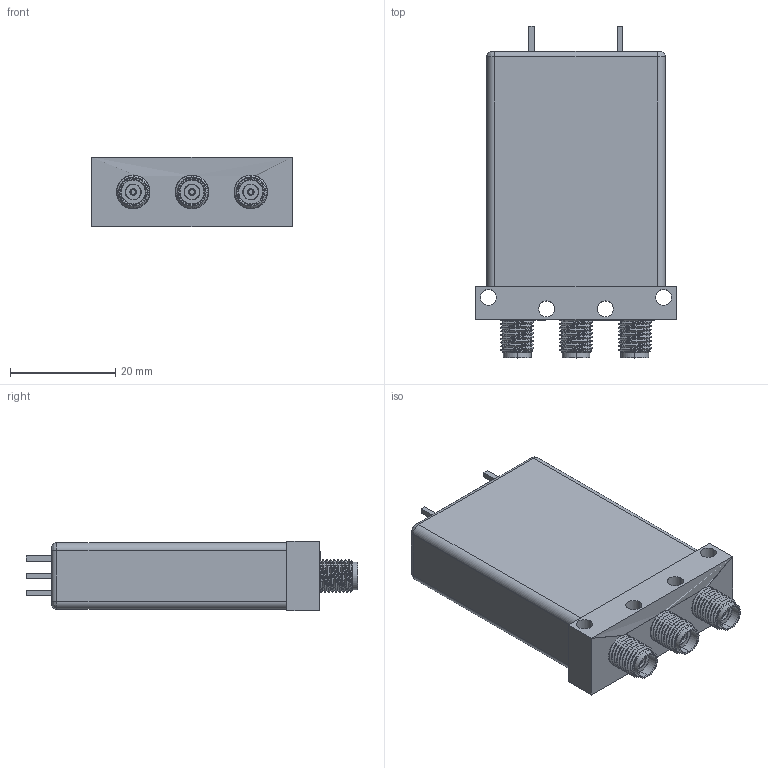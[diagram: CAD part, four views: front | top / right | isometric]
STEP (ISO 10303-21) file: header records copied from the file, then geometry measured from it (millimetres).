
FILE_DESCRIPTION (( 'STEP AP214' ), '1' );
FILE_NAME ('FMSW7281_3D.step', '2023-05-10T16:14:29', ( '' ), ( '' ), 'SwSTEP 2.0', 'SolidWorks 2022', '' );
FILE_SCHEMA (( 'AUTOMOTIVE_DESIGN' ));
Length unit declared in the file: inch
Products named in the file (1): FMSW7281_3D
Bounding box: 38.1 x 63.17 x 13.21 mm (x, y, z)
Surface area: 7222.3 mm2 (no closed solid volume)
Topology: 0 solids, 1 shells, 258 faces, 695 edges, 460 vertices
Faces by surface type: cylinder 106, plane 103, bspline 25, cone 24
Entity records: 13995 total; most frequent: CARTESIAN_POINT 7888, ORIENTED_EDGE 1378, DIRECTION 1153, EDGE_CURVE 695, VERTEX_POINT 460, AXIS2_PLACEMENT_3D 410, LINE 333, VECTOR 333
